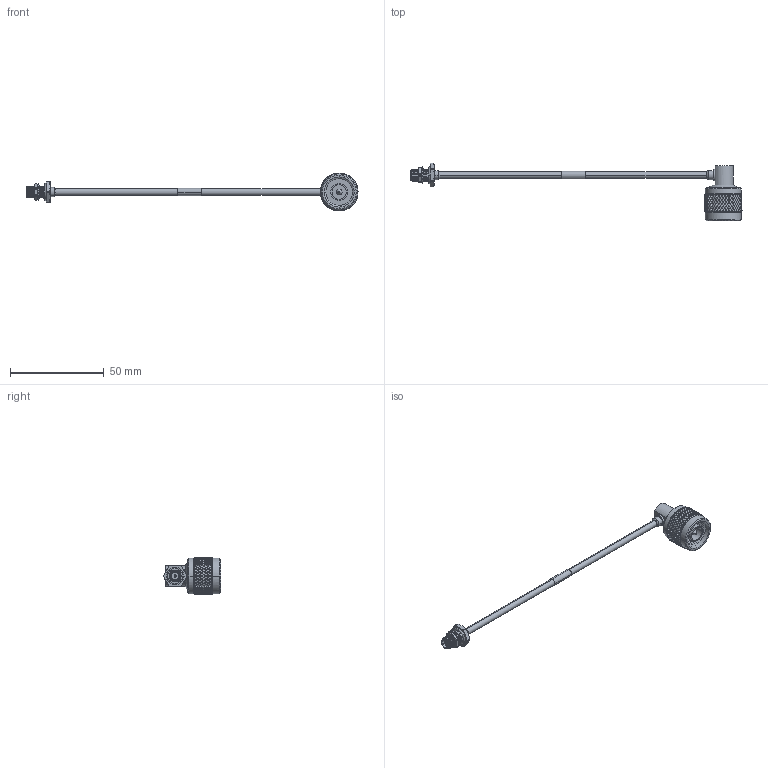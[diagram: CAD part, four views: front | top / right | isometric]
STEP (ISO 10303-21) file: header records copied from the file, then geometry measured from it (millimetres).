
FILE_DESCRIPTION (( 'STEP AP214' ), '1' );
FILE_NAME ('LCCA30420.step', '2020-05-01T18:54:04', ( '' ), ( '' ), 'SwSTEP 2.0', 'SolidWorks 2018', '' );
FILE_SCHEMA (( 'AUTOMOTIVE_DESIGN' ));
Length unit declared in the file: inch
Products named in the file (7): 1AW01-003_.152 ID; LC141TB (141 FORMABLE); LCCN3049; solder plug right^LCCA30420; LCCA30420; solder plug left^LCCA30420; LCCN3053
Assembly tree (6 placements, depth 2):
  LCCA30420
    LC141TB (141 FORMABLE)
    LCCN3049
    1AW01-003_.152 ID
    LCCN3053
    solder plug left^LCCA30420
    solder plug right^LCCA30420
Bounding box: 177.03 x 30.49 x 20.07 mm (x, y, z)
Volume: 5775.8 mm3; surface area: 7766.4 mm2
Topology: 10 solids, 10 shells, 2544 faces, 5338 edges, 2823 vertices
Faces by surface type: bspline 1683, cylinder 508, cone 274, plane 65, torus 8, sphere 6
Entity records: 109444 total; most frequent: CARTESIAN_POINT 72170, ORIENTED_EDGE 10676, EDGE_CURVE 5338, DIRECTION 3181, VERTEX_POINT 2823, EDGE_LOOP 2567, FACE_OUTER_BOUND 2544, ADVANCED_FACE 2544
